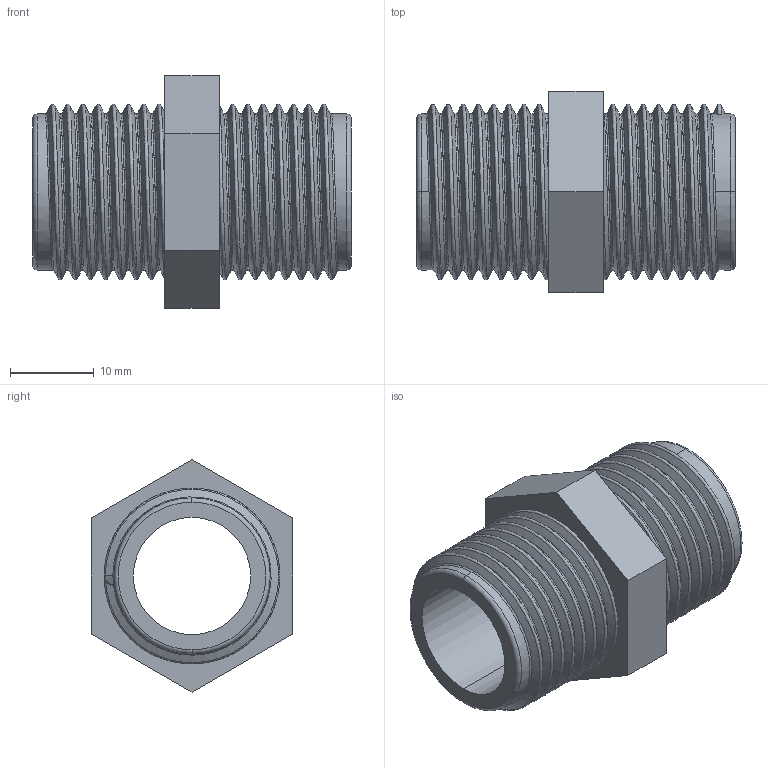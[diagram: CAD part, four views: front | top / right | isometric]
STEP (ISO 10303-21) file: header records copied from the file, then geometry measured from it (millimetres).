
FILE_DESCRIPTION (( 'STEP AP203' ), '1' );
FILE_NAME ('00210_0303.STEP', '2017-05-12T14:48:49', ( '' ), ( '' ), 'SwSTEP 2.0', 'SolidWorks 2011', '' );
FILE_SCHEMA (( 'CONFIG_CONTROL_DESIGN' ));
Length unit declared in the file: millimetre
Products named in the file (1): 00210_0303
Bounding box: 38 x 24 x 27.71 mm (x, y, z)
Volume: 6945 mm3; surface area: 5978.5 mm2
Topology: 1 solids, 1 shells, 74 faces, 204 edges, 128 vertices
Faces by surface type: cylinder 34, torus 15, plane 10, bspline 10, cone 5
Entity records: 10056 total; most frequent: CARTESIAN_POINT 8449, ORIENTED_EDGE 388, DIRECTION 255, EDGE_CURVE 194, VERTEX_POINT 126, AXIS2_PLACEMENT_3D 100, EDGE_LOOP 76, FACE_OUTER_BOUND 72
